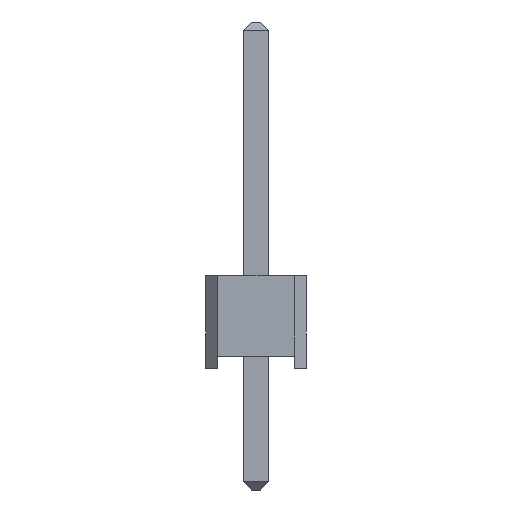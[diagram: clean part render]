
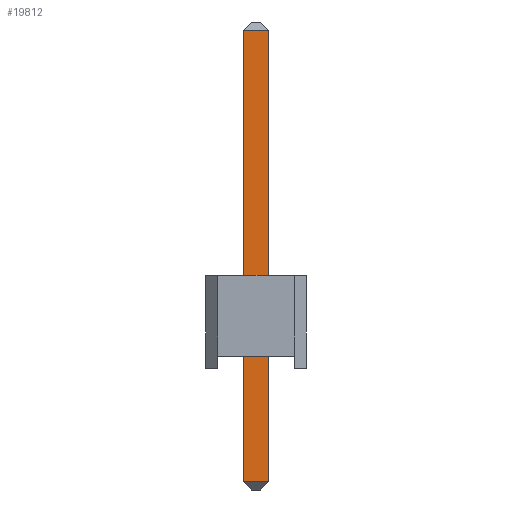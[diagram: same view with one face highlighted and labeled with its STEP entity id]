
A CAD part, left-side view. The second image highlights one B-rep face of the part: STEP entity #19812.
In plain terms, the highlighted planar face has unit normal (-1, 0, 0).
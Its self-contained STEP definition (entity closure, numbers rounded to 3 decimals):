
#19459 = PLANE('',#19460);
#19460 = AXIS2_PLACEMENT_3D('',#19461,#19462,#19463);
#19461 = CARTESIAN_POINT('',(-0.32,0.32,-3.));
#19462 = DIRECTION('',(-0.,1.,0.));
#19463 = DIRECTION('',(0.,0.,1.));
#19484 = VERTEX_POINT('',#19485);
#19485 = CARTESIAN_POINT('',(-0.32,0.32,-2.8));
#19511 = EDGE_CURVE('',#19484,#19512,#19514,.T.);
#19512 = VERTEX_POINT('',#19513);
#19513 = CARTESIAN_POINT('',(-0.32,0.32,8.34));
#19514 = SURFACE_CURVE('',#19515,(#19519,#19526),.PCURVE_S1.);
#19515 = LINE('',#19516,#19517);
#19516 = CARTESIAN_POINT('',(-0.32,0.32,-3.));
#19517 = VECTOR('',#19518,1.);
#19518 = DIRECTION('',(0.,-0.,1.));
#19519 = PCURVE('',#19459,#19520);
#19520 = DEFINITIONAL_REPRESENTATION('',(#19521),#19525);
#19521 = LINE('',#19522,#19523);
#19522 = CARTESIAN_POINT('',(0.,0.));
#19523 = VECTOR('',#19524,1.);
#19524 = DIRECTION('',(1.,0.));
#19525 = ( GEOMETRIC_REPRESENTATION_CONTEXT(2) 
PARAMETRIC_REPRESENTATION_CONTEXT() REPRESENTATION_CONTEXT('2D SPACE',''
  ) );
#19526 = PCURVE('',#19527,#19532);
#19527 = PLANE('',#19528);
#19528 = AXIS2_PLACEMENT_3D('',#19529,#19530,#19531);
#19529 = CARTESIAN_POINT('',(-0.32,-0.32,-3.));
#19530 = DIRECTION('',(-1.,0.,0.));
#19531 = DIRECTION('',(0.,0.,1.));
#19532 = DEFINITIONAL_REPRESENTATION('',(#19533),#19537);
#19533 = LINE('',#19534,#19535);
#19534 = CARTESIAN_POINT('',(0.,0.64));
#19535 = VECTOR('',#19536,1.);
#19536 = DIRECTION('',(1.,0.));
#19537 = ( GEOMETRIC_REPRESENTATION_CONTEXT(2) 
PARAMETRIC_REPRESENTATION_CONTEXT() REPRESENTATION_CONTEXT('2D SPACE',''
  ) );
#19639 = PLANE('',#19640);
#19640 = AXIS2_PLACEMENT_3D('',#19641,#19642,#19643);
#19641 = CARTESIAN_POINT('',(-0.22,-0.32,-2.9));
#19642 = DIRECTION('',(0.707,0.,0.707));
#19643 = DIRECTION('',(0.707,0.,-0.707));
#19672 = PLANE('',#19673);
#19673 = AXIS2_PLACEMENT_3D('',#19674,#19675,#19676);
#19674 = CARTESIAN_POINT('',(0.32,-0.32,-3.));
#19675 = DIRECTION('',(0.,-1.,0.));
#19676 = DIRECTION('',(0.,-0.,-1.));
#19752 = PLANE('',#19753);
#19753 = AXIS2_PLACEMENT_3D('',#19754,#19755,#19756);
#19754 = CARTESIAN_POINT('',(-0.22,-0.32,8.44));
#19755 = DIRECTION('',(-0.707,0.,0.707));
#19756 = DIRECTION('',(0.707,0.,0.707));
#19812 = ADVANCED_FACE('',(#19813),#19527,.T.);
#19813 = FACE_BOUND('',#19814,.T.);
#19814 = EDGE_LOOP('',(#19815,#19816,#19839,#19862));
#19815 = ORIENTED_EDGE('',*,*,#19511,.F.);
#19816 = ORIENTED_EDGE('',*,*,#19817,.T.);
#19817 = EDGE_CURVE('',#19484,#19818,#19820,.T.);
#19818 = VERTEX_POINT('',#19819);
#19819 = CARTESIAN_POINT('',(-0.32,-0.32,-2.8));
#19820 = SURFACE_CURVE('',#19821,(#19825,#19832),.PCURVE_S1.);
#19821 = LINE('',#19822,#19823);
#19822 = CARTESIAN_POINT('',(-0.32,-0.32,-2.8));
#19823 = VECTOR('',#19824,1.);
#19824 = DIRECTION('',(-0.,-1.,0.));
#19825 = PCURVE('',#19527,#19826);
#19826 = DEFINITIONAL_REPRESENTATION('',(#19827),#19831);
#19827 = LINE('',#19828,#19829);
#19828 = CARTESIAN_POINT('',(0.2,0.));
#19829 = VECTOR('',#19830,1.);
#19830 = DIRECTION('',(0.,-1.));
#19831 = ( GEOMETRIC_REPRESENTATION_CONTEXT(2) 
PARAMETRIC_REPRESENTATION_CONTEXT() REPRESENTATION_CONTEXT('2D SPACE',''
  ) );
#19832 = PCURVE('',#19639,#19833);
#19833 = DEFINITIONAL_REPRESENTATION('',(#19834),#19838);
#19834 = LINE('',#19835,#19836);
#19835 = CARTESIAN_POINT('',(-0.141,0.));
#19836 = VECTOR('',#19837,1.);
#19837 = DIRECTION('',(-0.,-1.));
#19838 = ( GEOMETRIC_REPRESENTATION_CONTEXT(2) 
PARAMETRIC_REPRESENTATION_CONTEXT() REPRESENTATION_CONTEXT('2D SPACE',''
  ) );
#19839 = ORIENTED_EDGE('',*,*,#19840,.T.);
#19840 = EDGE_CURVE('',#19818,#19841,#19843,.T.);
#19841 = VERTEX_POINT('',#19842);
#19842 = CARTESIAN_POINT('',(-0.32,-0.32,8.34));
#19843 = SURFACE_CURVE('',#19844,(#19848,#19855),.PCURVE_S1.);
#19844 = LINE('',#19845,#19846);
#19845 = CARTESIAN_POINT('',(-0.32,-0.32,-3.));
#19846 = VECTOR('',#19847,1.);
#19847 = DIRECTION('',(0.,0.,1.));
#19848 = PCURVE('',#19527,#19849);
#19849 = DEFINITIONAL_REPRESENTATION('',(#19850),#19854);
#19850 = LINE('',#19851,#19852);
#19851 = CARTESIAN_POINT('',(0.,0.));
#19852 = VECTOR('',#19853,1.);
#19853 = DIRECTION('',(1.,0.));
#19854 = ( GEOMETRIC_REPRESENTATION_CONTEXT(2) 
PARAMETRIC_REPRESENTATION_CONTEXT() REPRESENTATION_CONTEXT('2D SPACE',''
  ) );
#19855 = PCURVE('',#19672,#19856);
#19856 = DEFINITIONAL_REPRESENTATION('',(#19857),#19861);
#19857 = LINE('',#19858,#19859);
#19858 = CARTESIAN_POINT('',(-0.,-0.64));
#19859 = VECTOR('',#19860,1.);
#19860 = DIRECTION('',(-1.,0.));
#19861 = ( GEOMETRIC_REPRESENTATION_CONTEXT(2) 
PARAMETRIC_REPRESENTATION_CONTEXT() REPRESENTATION_CONTEXT('2D SPACE',''
  ) );
#19862 = ORIENTED_EDGE('',*,*,#19863,.T.);
#19863 = EDGE_CURVE('',#19841,#19512,#19864,.T.);
#19864 = SURFACE_CURVE('',#19865,(#19869,#19876),.PCURVE_S1.);
#19865 = LINE('',#19866,#19867);
#19866 = CARTESIAN_POINT('',(-0.32,-0.32,8.34));
#19867 = VECTOR('',#19868,1.);
#19868 = DIRECTION('',(0.,1.,-0.));
#19869 = PCURVE('',#19527,#19870);
#19870 = DEFINITIONAL_REPRESENTATION('',(#19871),#19875);
#19871 = LINE('',#19872,#19873);
#19872 = CARTESIAN_POINT('',(11.34,0.));
#19873 = VECTOR('',#19874,1.);
#19874 = DIRECTION('',(0.,1.));
#19875 = ( GEOMETRIC_REPRESENTATION_CONTEXT(2) 
PARAMETRIC_REPRESENTATION_CONTEXT() REPRESENTATION_CONTEXT('2D SPACE',''
  ) );
#19876 = PCURVE('',#19752,#19877);
#19877 = DEFINITIONAL_REPRESENTATION('',(#19878),#19882);
#19878 = LINE('',#19879,#19880);
#19879 = CARTESIAN_POINT('',(-0.141,0.));
#19880 = VECTOR('',#19881,1.);
#19881 = DIRECTION('',(0.,1.));
#19882 = ( GEOMETRIC_REPRESENTATION_CONTEXT(2) 
PARAMETRIC_REPRESENTATION_CONTEXT() REPRESENTATION_CONTEXT('2D SPACE',''
  ) );
